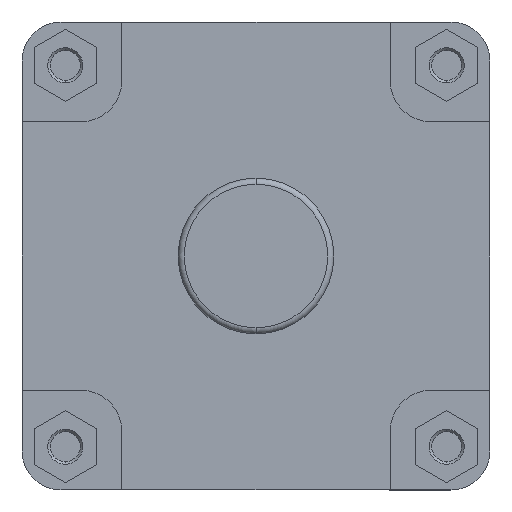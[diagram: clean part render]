
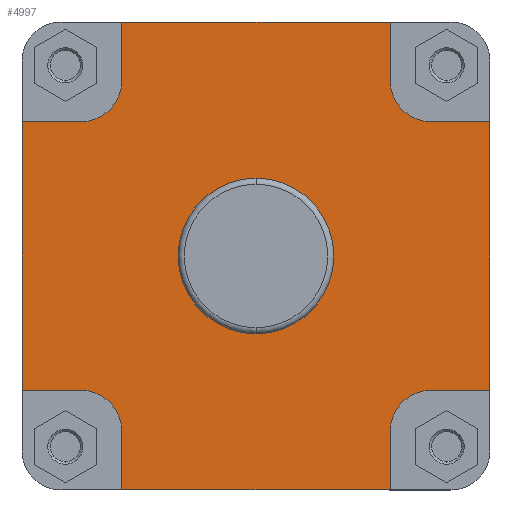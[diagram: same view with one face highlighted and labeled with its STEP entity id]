
A CAD part, left-side view. The second image highlights one B-rep face of the part: STEP entity #4997.
In plain terms, the highlighted planar face has unit normal (-1, 0, 0).
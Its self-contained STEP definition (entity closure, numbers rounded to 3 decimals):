
#378 = ORIENTED_EDGE ( 'NONE', *, *, #3187, .F. ) ;
#380 = ORIENTED_EDGE ( 'NONE', *, *, #3182, .F. ) ;
#383 = ORIENTED_EDGE ( 'NONE', *, *, #3181, .T. ) ;
#385 = ORIENTED_EDGE ( 'NONE', *, *, #3186, .F. ) ;
#395 = ORIENTED_EDGE ( 'NONE', *, *, #3163, .F. ) ;
#396 = ORIENTED_EDGE ( 'NONE', *, *, #3115, .F. ) ;
#402 = ORIENTED_EDGE ( 'NONE', *, *, #3190, .F. ) ;
#404 = ORIENTED_EDGE ( 'NONE', *, *, #3185, .F. ) ;
#405 = ORIENTED_EDGE ( 'NONE', *, *, #3189, .F. ) ;
#406 = ORIENTED_EDGE ( 'NONE', *, *, #3193, .F. ) ;
#407 = ORIENTED_EDGE ( 'NONE', *, *, #3192, .F. ) ;
#408 = ORIENTED_EDGE ( 'NONE', *, *, #3191, .F. ) ;
#411 = ORIENTED_EDGE ( 'NONE', *, *, #3194, .F. ) ;
#422 = ORIENTED_EDGE ( 'NONE', *, *, #3184, .F. ) ;
#423 = ORIENTED_EDGE ( 'NONE', *, *, #3183, .T. ) ;
#426 = ORIENTED_EDGE ( 'NONE', *, *, #3179, .F. ) ;
#427 = ORIENTED_EDGE ( 'NONE', *, *, #3180, .F. ) ;
#428 = ORIENTED_EDGE ( 'NONE', *, *, #3188, .F. ) ;
#1115 = AXIS2_PLACEMENT_3D ( 'NONE', #6442, #6451, #6452 ) ;
#1116 = AXIS2_PLACEMENT_3D ( 'NONE', #6531, #6556, #6557 ) ;
#1133 = AXIS2_PLACEMENT_3D ( 'NONE', #6592, #6599, #6600 ) ;
#1135 = AXIS2_PLACEMENT_3D ( 'NONE', #6611, #6612, #6613 ) ;
#1136 = AXIS2_PLACEMENT_3D ( 'NONE', #6617, #6621, #6622 ) ;
#1137 = AXIS2_PLACEMENT_3D ( 'NONE', #6626, #6630, #6631 ) ;
#1342 = AXIS2_PLACEMENT_3D ( 'NONE', #2258, #2260, #2261 ) ;
#1496 = LINE ( 'NONE', #6601, #1497 ) ;
#1497 = VECTOR ( 'NONE', #6602, 1000. ) ;
#1499 = LINE ( 'NONE', #6596, #1503 ) ;
#1500 = CIRCLE ( 'NONE', #1133, 23.5 ) ;
#1501 = LINE ( 'NONE', #6603, #1502 ) ;
#1502 = VECTOR ( 'NONE', #6604, 1000. ) ;
#1503 = VECTOR ( 'NONE', #6605, 1000. ) ;
#1504 = LINE ( 'NONE', #6615, #1513 ) ;
#1505 = LINE ( 'NONE', #6606, #1506 ) ;
#1506 = VECTOR ( 'NONE', #6607, 1000. ) ;
#1507 = LINE ( 'NONE', #6609, #1508 ) ;
#1508 = VECTOR ( 'NONE', #6610, 1000. ) ;
#1509 = LINE ( 'NONE', #6624, #1510 ) ;
#1510 = VECTOR ( 'NONE', #6625, 1000. ) ;
#1511 = LINE ( 'NONE', #6608, #1514 ) ;
#1512 = CIRCLE ( 'NONE', #1135, 23.5 ) ;
#1513 = VECTOR ( 'NONE', #6616, 1000. ) ;
#1514 = VECTOR ( 'NONE', #6618, 1000. ) ;
#1515 = VECTOR ( 'NONE', #6634, 1000. ) ;
#1516 = LINE ( 'NONE', #6619, #1517 ) ;
#1517 = VECTOR ( 'NONE', #6620, 1000. ) ;
#1518 = LINE ( 'NONE', #6633, #1515 ) ;
#1519 = LINE ( 'NONE', #6614, #1521 ) ;
#1520 = CIRCLE ( 'NONE', #1136, 23.5 ) ;
#1521 = VECTOR ( 'NONE', #6627, 1000. ) ;
#1523 = LINE ( 'NONE', #6628, #1524 ) ;
#1524 = VECTOR ( 'NONE', #6629, 1000. ) ;
#1527 = CIRCLE ( 'NONE', #1137, 23.5 ) ;
#1900 = FACE_BOUND ( 'NONE', #3870, .T. ) ;
#1903 = FACE_OUTER_BOUND ( 'NONE', #3890, .T. ) ;
#2258 = CARTESIAN_POINT ( 'NONE',  ( 67., 44.9, 0. ) ) ;
#2259 = PLANE ( 'NONE',  #1342 ) ;
#2260 = DIRECTION ( 'NONE',  ( 1., 0., 0. ) ) ;
#2261 = DIRECTION ( 'NONE',  ( 0., 0., -1. ) ) ;
#2748 = CARTESIAN_POINT ( 'NONE',  ( 67., -135., -77.5 ) ) ;
#2749 = CARTESIAN_POINT ( 'NONE',  ( 67., -77.5, -135. ) ) ;
#2750 = CARTESIAN_POINT ( 'NONE',  ( 67., 77.5, -135. ) ) ;
#2751 = CARTESIAN_POINT ( 'NONE',  ( 67., -77.5, -101. ) ) ;
#2752 = CARTESIAN_POINT ( 'NONE',  ( 67., -101., -77.5 ) ) ;
#2753 = CARTESIAN_POINT ( 'NONE',  ( 67., -135., 77.5 ) ) ;
#2754 = CARTESIAN_POINT ( 'NONE',  ( 67., -101., 77.5 ) ) ;
#2755 = CARTESIAN_POINT ( 'NONE',  ( 67., -77.5, 101. ) ) ;
#2757 = CARTESIAN_POINT ( 'NONE',  ( 67., -77.5, 135. ) ) ;
#2758 = CARTESIAN_POINT ( 'NONE',  ( 67., 77.5, 135. ) ) ;
#2759 = CARTESIAN_POINT ( 'NONE',  ( 67., 77.5, 101. ) ) ;
#2760 = CARTESIAN_POINT ( 'NONE',  ( 67., 101., 77.5 ) ) ;
#2761 = CARTESIAN_POINT ( 'NONE',  ( 67., 135., 77.5 ) ) ;
#2762 = CARTESIAN_POINT ( 'NONE',  ( 67., 135., -77.5 ) ) ;
#2764 = CARTESIAN_POINT ( 'NONE',  ( 67., 77.5, -101. ) ) ;
#2765 = CARTESIAN_POINT ( 'NONE',  ( 67., 101., -77.5 ) ) ;
#2847 = CARTESIAN_POINT ( 'NONE',  ( 67., 0., 44.9 ) ) ;
#2852 = CARTESIAN_POINT ( 'NONE',  ( 67., 0., -44.9 ) ) ;
#3115 = EDGE_CURVE ( 'NONE', #5385, #5390, #4864, .T. ) ;
#3163 = EDGE_CURVE ( 'NONE', #5390, #5385, #4956, .T. ) ;
#3179 = EDGE_CURVE ( 'NONE', #5290, #5289, #1500, .T. ) ;
#3180 = EDGE_CURVE ( 'NONE', #5286, #5290, #1496, .T. ) ;
#3181 = EDGE_CURVE ( 'NONE', #5288, #5287, #1501, .T. ) ;
#3182 = EDGE_CURVE ( 'NONE', #5289, #5287, #1499, .T. ) ;
#3183 = EDGE_CURVE ( 'NONE', #5286, #5291, #1505, .T. ) ;
#3184 = EDGE_CURVE ( 'NONE', #5292, #5291, #1507, .T. ) ;
#3185 = EDGE_CURVE ( 'NONE', #5293, #5292, #1512, .T. ) ;
#3186 = EDGE_CURVE ( 'NONE', #5295, #5293, #1504, .T. ) ;
#3187 = EDGE_CURVE ( 'NONE', #5296, #5295, #1511, .T. ) ;
#3188 = EDGE_CURVE ( 'NONE', #5297, #5296, #1516, .T. ) ;
#3189 = EDGE_CURVE ( 'NONE', #5298, #5297, #1520, .T. ) ;
#3190 = EDGE_CURVE ( 'NONE', #5299, #5298, #1509, .T. ) ;
#3191 = EDGE_CURVE ( 'NONE', #5300, #5299, #1519, .T. ) ;
#3192 = EDGE_CURVE ( 'NONE', #5303, #5300, #1523, .T. ) ;
#3193 = EDGE_CURVE ( 'NONE', #5302, #5303, #1527, .T. ) ;
#3194 = EDGE_CURVE ( 'NONE', #5288, #5302, #1518, .T. ) ;
#3870 = EDGE_LOOP ( 'NONE', ( #396, #395 ) ) ;
#3890 = EDGE_LOOP ( 'NONE', ( #383, #380, #426, #427, #423, #422, #404, #385, #378, #428, #405, #402, #408, #407, #406, #411 ) ) ;
#4864 = CIRCLE ( 'NONE', #1115, 44.9 ) ;
#4956 = CIRCLE ( 'NONE', #1116, 44.9 ) ;
#4997 = ADVANCED_FACE ( 'NONE', ( #1900, #1903 ), #2259, .F. ) ;
#5286 = VERTEX_POINT ( 'NONE', #2748 ) ;
#5287 = VERTEX_POINT ( 'NONE', #2749 ) ;
#5288 = VERTEX_POINT ( 'NONE', #2750 ) ;
#5289 = VERTEX_POINT ( 'NONE', #2751 ) ;
#5290 = VERTEX_POINT ( 'NONE', #2752 ) ;
#5291 = VERTEX_POINT ( 'NONE', #2753 ) ;
#5292 = VERTEX_POINT ( 'NONE', #2754 ) ;
#5293 = VERTEX_POINT ( 'NONE', #2755 ) ;
#5295 = VERTEX_POINT ( 'NONE', #2757 ) ;
#5296 = VERTEX_POINT ( 'NONE', #2758 ) ;
#5297 = VERTEX_POINT ( 'NONE', #2759 ) ;
#5298 = VERTEX_POINT ( 'NONE', #2760 ) ;
#5299 = VERTEX_POINT ( 'NONE', #2761 ) ;
#5300 = VERTEX_POINT ( 'NONE', #2762 ) ;
#5302 = VERTEX_POINT ( 'NONE', #2764 ) ;
#5303 = VERTEX_POINT ( 'NONE', #2765 ) ;
#5385 = VERTEX_POINT ( 'NONE', #2847 ) ;
#5390 = VERTEX_POINT ( 'NONE', #2852 ) ;
#6442 = CARTESIAN_POINT ( 'NONE',  ( 67., 0., 0. ) ) ;
#6451 = DIRECTION ( 'NONE',  ( -1., 0., 0. ) ) ;
#6452 = DIRECTION ( 'NONE',  ( 0., 0., 1. ) ) ;
#6531 = CARTESIAN_POINT ( 'NONE',  ( 67., 0., 0. ) ) ;
#6556 = DIRECTION ( 'NONE',  ( -1., 0., 0. ) ) ;
#6557 = DIRECTION ( 'NONE',  ( 0., 0., 1. ) ) ;
#6592 = CARTESIAN_POINT ( 'NONE',  ( 67., -101., -101. ) ) ;
#6596 = CARTESIAN_POINT ( 'NONE',  ( 67., -77.5, -101. ) ) ;
#6599 = DIRECTION ( 'NONE',  ( -1., 0., 0. ) ) ;
#6600 = DIRECTION ( 'NONE',  ( 0., 0., -1. ) ) ;
#6601 = CARTESIAN_POINT ( 'NONE',  ( 67., -135., -77.5 ) ) ;
#6602 = DIRECTION ( 'NONE',  ( 0., 1., 0. ) ) ;
#6603 = CARTESIAN_POINT ( 'NONE',  ( 67., -297.141, -135. ) ) ;
#6604 = DIRECTION ( 'NONE',  ( 0., -1., 0. ) ) ;
#6605 = DIRECTION ( 'NONE',  ( 0., 0., -1. ) ) ;
#6606 = CARTESIAN_POINT ( 'NONE',  ( 67., -135., 0. ) ) ;
#6607 = DIRECTION ( 'NONE',  ( 0., 0., 1. ) ) ;
#6608 = CARTESIAN_POINT ( 'NONE',  ( 67., -297.141, 135. ) ) ;
#6609 = CARTESIAN_POINT ( 'NONE',  ( 67., -101., 77.5 ) ) ;
#6610 = DIRECTION ( 'NONE',  ( 0., -1., 0. ) ) ;
#6611 = CARTESIAN_POINT ( 'NONE',  ( 67., -101., 101. ) ) ;
#6612 = DIRECTION ( 'NONE',  ( -1., 0., 0. ) ) ;
#6613 = DIRECTION ( 'NONE',  ( 0., 0., -1. ) ) ;
#6614 = CARTESIAN_POINT ( 'NONE',  ( 67., 135., 0. ) ) ;
#6615 = CARTESIAN_POINT ( 'NONE',  ( 67., -77.5, 135. ) ) ;
#6616 = DIRECTION ( 'NONE',  ( 0., 0., -1. ) ) ;
#6617 = CARTESIAN_POINT ( 'NONE',  ( 67., 101., 101. ) ) ;
#6618 = DIRECTION ( 'NONE',  ( 0., -1., 0. ) ) ;
#6619 = CARTESIAN_POINT ( 'NONE',  ( 67., 77.5, 101. ) ) ;
#6620 = DIRECTION ( 'NONE',  ( 0., 0., 1. ) ) ;
#6621 = DIRECTION ( 'NONE',  ( -1., 0., 0. ) ) ;
#6622 = DIRECTION ( 'NONE',  ( 0., 0., -1. ) ) ;
#6624 = CARTESIAN_POINT ( 'NONE',  ( 67., 135., 77.5 ) ) ;
#6625 = DIRECTION ( 'NONE',  ( 0., -1., 0. ) ) ;
#6626 = CARTESIAN_POINT ( 'NONE',  ( 67., 101., -101. ) ) ;
#6627 = DIRECTION ( 'NONE',  ( 0., 0., 1. ) ) ;
#6628 = CARTESIAN_POINT ( 'NONE',  ( 67., 101., -77.5 ) ) ;
#6629 = DIRECTION ( 'NONE',  ( 0., 1., 0. ) ) ;
#6630 = DIRECTION ( 'NONE',  ( -1., 0., 0. ) ) ;
#6631 = DIRECTION ( 'NONE',  ( 0., 0., -1. ) ) ;
#6633 = CARTESIAN_POINT ( 'NONE',  ( 67., 77.5, -135. ) ) ;
#6634 = DIRECTION ( 'NONE',  ( 0., 0., 1. ) ) ;
